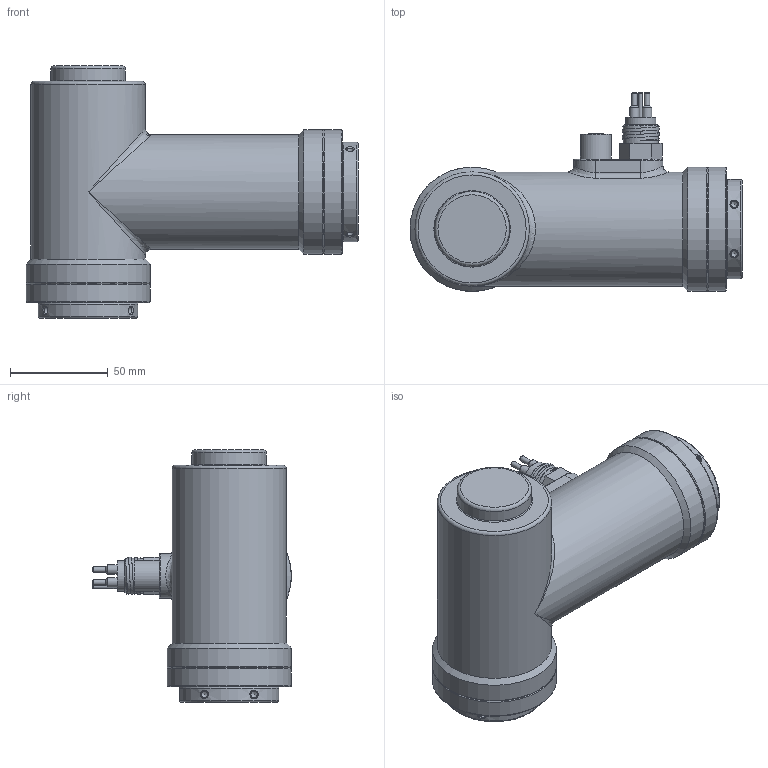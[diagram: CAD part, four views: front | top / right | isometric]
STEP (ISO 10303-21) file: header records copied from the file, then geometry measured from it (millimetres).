
FILE_DESCRIPTION(/* description */ (''),/* implementation_level */ '2;1');
FILE_NAME(/* name */ 'AR302D_HammerheadXT.stp',/* time_stamp */ '2022-10-31T12:12:50-04:00',/* author */ ('lfrey'),/* organization */ (''),/* preprocessor_version */ 'ST-DEVELOPER v19',/* originating_system */ 'Autodesk Inventor 2023',/* authorisation */ '');
FILE_SCHEMA (('AUTOMOTIVE_DESIGN { 1 0 10303 214 3 1 1 }'));
Length unit declared in the file: inch
Products named in the file (1): HammerheadXT
Bounding box: 169.77 x 101.56 x 129.04 mm (x, y, z)
Volume: 255989.5 mm3; surface area: 105597.2 mm2
Topology: 1 solids, 12 shells, 852 faces, 2131 edges, 1352 vertices
Faces by surface type: plane 316, cone 199, cylinder 186, torus 104, bspline 47
Full cylindrical faces by diameter (mm): 2 x5, 2.159 x8, 2.642 x4, 2.8 x4, 2.845 x8, 2.946 x8, 3.302 x17, 4.166 x1, 4.318 x1, 4.8 x4, 4.953 x8, 7.417 x1, 9.5 x1, 9.728 x7, 11.836 x2, 12.5 x1, 12.7 x4, 12.852 x4, 15.443 x2, 15.5 x1, 15.875 x1, 16 x1, 17.9 x2, 19 x2, 25.476 x2, 28.575 x1, 38.1 x1, 48.057 x2, 50.648 x4, 50.8 x6
Entity records: 33382 total; most frequent: CARTESIAN_POINT 12765, ORIENTED_EDGE 4186, DIRECTION 4029, EDGE_CURVE 2093, AXIS2_PLACEMENT_3D 1619, VERTEX_POINT 1352, EDGE_LOOP 945, STYLED_ITEM 853
